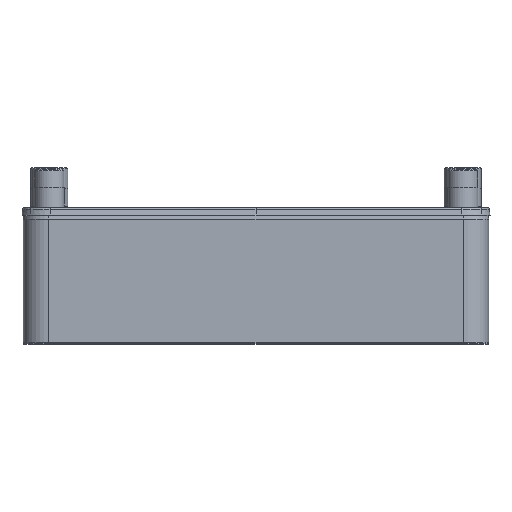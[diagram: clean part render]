
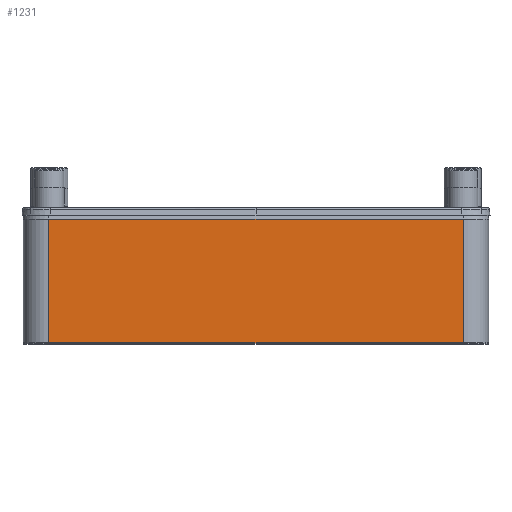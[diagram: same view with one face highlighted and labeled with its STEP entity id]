
A CAD part, top view. The second image highlights one B-rep face of the part: STEP entity #1231.
In plain terms, the highlighted planar face has unit normal (0, 0, 1).
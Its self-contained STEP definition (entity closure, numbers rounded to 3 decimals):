
#230=DIRECTION('',(0.,1.,0.));
#231=VECTOR('',#230,139.3);
#232=CARTESIAN_POINT('',(-233.35,-150.3,55.1));
#233=LINE('',#232,#231);
#234=DIRECTION('',(1.,0.,0.));
#235=VECTOR('',#234,466.7);
#236=CARTESIAN_POINT('',(-233.35,-11.,55.1));
#237=LINE('',#236,#235);
#238=DIRECTION('',(0.,1.,0.));
#239=VECTOR('',#238,139.3);
#240=CARTESIAN_POINT('',(233.35,-150.3,55.1));
#241=LINE('',#240,#239);
#304=DIRECTION('',(-1.,0.,0.));
#305=VECTOR('',#304,466.7);
#306=CARTESIAN_POINT('',(233.35,-150.3,55.1));
#307=LINE('',#306,#305);
#698=CARTESIAN_POINT('',(233.35,-150.3,55.1));
#699=CARTESIAN_POINT('',(-233.35,-150.3,55.1));
#700=VERTEX_POINT('',#698);
#701=VERTEX_POINT('',#699);
#716=CARTESIAN_POINT('',(-233.35,-11.,55.1));
#717=VERTEX_POINT('',#716);
#718=CARTESIAN_POINT('',(233.35,-11.,55.1));
#719=VERTEX_POINT('',#718);
#1218=CARTESIAN_POINT('',(-233.35,0.,55.1));
#1219=DIRECTION('',(0.,0.,1.));
#1220=DIRECTION('',(1.,0.,0.));
#1221=AXIS2_PLACEMENT_3D('',#1218,#1219,#1220);
#1222=PLANE('',#1221);
#1223=ORIENTED_EDGE('',*,*,#1184,.T.);
#1224=ORIENTED_EDGE('',*,*,#1209,.T.);
#1226=ORIENTED_EDGE('',*,*,#1225,.F.);
#1228=ORIENTED_EDGE('',*,*,#1227,.T.);
#1229=EDGE_LOOP('',(#1223,#1224,#1226,#1228));
#1230=FACE_OUTER_BOUND('',#1229,.F.);
#1231=ADVANCED_FACE('',(#1230),#1222,.T.);
#1184=EDGE_CURVE('',#701,#717,#233,.T.);
#1209=EDGE_CURVE('',#717,#719,#237,.T.);
#1225=EDGE_CURVE('',#700,#719,#241,.T.);
#1227=EDGE_CURVE('',#700,#701,#307,.T.);
